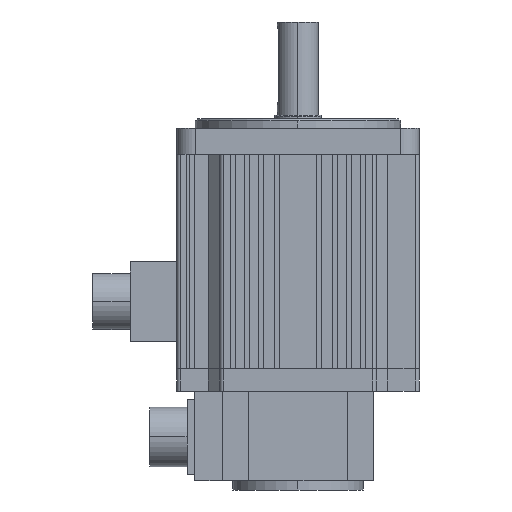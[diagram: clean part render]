
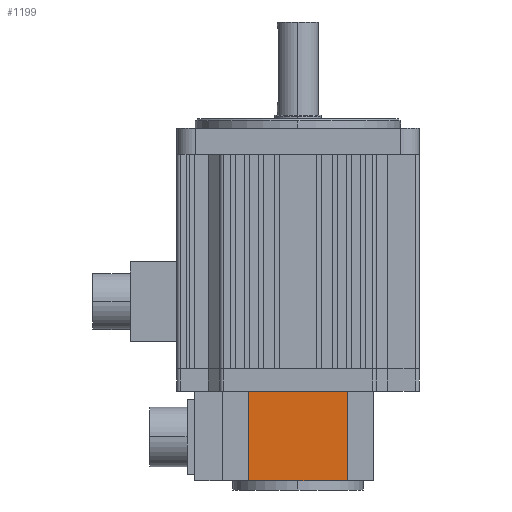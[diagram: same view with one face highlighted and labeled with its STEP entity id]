
A CAD part, left-side view. The second image highlights one B-rep face of the part: STEP entity #1199.
In plain terms, the highlighted face is planar.
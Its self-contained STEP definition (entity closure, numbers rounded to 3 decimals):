
#104 = VECTOR ( 'NONE', #16371, 1000. ) ;
#310 = PLANE ( 'NONE',  #14726 ) ;
#403 = VERTEX_POINT ( 'NONE', #12102 ) ;
#1199 = ADVANCED_FACE ( 'NONE', ( #16683 ), #310, .T. ) ;
#1803 = DIRECTION ( 'NONE',  ( 1., 0., 0. ) ) ;
#2205 = ORIENTED_EDGE ( 'NONE', *, *, #3364, .F. ) ;
#2462 = DIRECTION ( 'NONE',  ( 0., 1., 0. ) ) ;
#3168 = CARTESIAN_POINT ( 'NONE',  ( 81., 67., -48. ) ) ;
#3364 = EDGE_CURVE ( 'NONE', #8209, #6935, #6848, .T. ) ;
#4373 = CARTESIAN_POINT ( 'NONE',  ( 81., 14., -48. ) ) ;
#4881 = DIRECTION ( 'NONE',  ( 0., 0., 1. ) ) ;
#4932 = CARTESIAN_POINT ( 'NONE',  ( 81., 67., -48. ) ) ;
#4939 = VECTOR ( 'NONE', #2462, 1000. ) ;
#5611 = DIRECTION ( 'NONE',  ( 0., 0., -1. ) ) ;
#5892 = ORIENTED_EDGE ( 'NONE', *, *, #9352, .T. ) ;
#6683 = VECTOR ( 'NONE', #4881, 1000. ) ;
#6833 = ORIENTED_EDGE ( 'NONE', *, *, #12741, .F. ) ;
#6848 = LINE ( 'NONE', #4373, #9481 ) ;
#6935 = VERTEX_POINT ( 'NONE', #9624 ) ;
#6994 = CARTESIAN_POINT ( 'NONE',  ( 81., 14., -48. ) ) ;
#8209 = VERTEX_POINT ( 'NONE', #9512 ) ;
#8771 = ORIENTED_EDGE ( 'NONE', *, *, #10372, .T. ) ;
#9049 = VERTEX_POINT ( 'NONE', #3168 ) ;
#9352 = EDGE_CURVE ( 'NONE', #8209, #9049, #12154, .T. ) ;
#9481 = VECTOR ( 'NONE', #13343, 1000. ) ;
#9512 = CARTESIAN_POINT ( 'NONE',  ( 81., 14., -48. ) ) ;
#9624 = CARTESIAN_POINT ( 'NONE',  ( 81., 14., 0. ) ) ;
#9866 = CARTESIAN_POINT ( 'NONE',  ( 81., 14., 0. ) ) ;
#10372 = EDGE_CURVE ( 'NONE', #9049, #403, #15958, .T. ) ;
#10743 = EDGE_LOOP ( 'NONE', ( #6833, #2205, #5892, #8771 ) ) ;
#11642 = LINE ( 'NONE', #9866, #104 ) ;
#12102 = CARTESIAN_POINT ( 'NONE',  ( 81., 67., 0. ) ) ;
#12154 = LINE ( 'NONE', #15220, #4939 ) ;
#12741 = EDGE_CURVE ( 'NONE', #6935, #403, #11642, .T. ) ;
#13343 = DIRECTION ( 'NONE',  ( 0., 0., 1. ) ) ;
#14726 = AXIS2_PLACEMENT_3D ( 'NONE', #6994, #1803, #5611 ) ;
#15220 = CARTESIAN_POINT ( 'NONE',  ( 81., 14., -48. ) ) ;
#15958 = LINE ( 'NONE', #4932, #6683 ) ;
#16371 = DIRECTION ( 'NONE',  ( 0., 1., 0. ) ) ;
#16683 = FACE_OUTER_BOUND ( 'NONE', #10743, .T. ) ;
